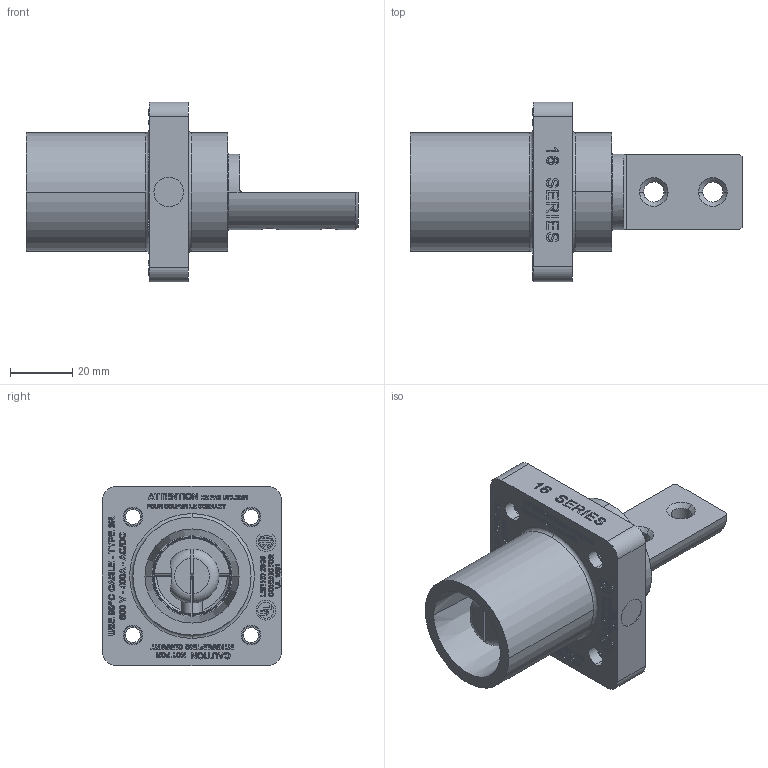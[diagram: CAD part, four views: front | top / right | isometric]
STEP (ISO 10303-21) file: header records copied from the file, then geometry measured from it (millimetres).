
FILE_DESCRIPTION (( 'STEP AP214' ), '1' );
FILE_NAME ('ORC6067-M01.STEP', '2025-02-27T20:02:26', ( '' ), ( '' ), 'SwSTEP 2.0', 'SolidWorks 2024', '' );
FILE_SCHEMA (( 'AUTOMOTIVE_DESIGN' ));
Length unit declared in the file: inch
Products named in the file (1): ORC6067-M01
Bounding box: 107.04 x 57.94 x 57.94 mm (x, y, z)
Surface area: 29794.6 mm2 (no closed solid volume)
Topology: 0 solids, 11 shells, 1296 faces, 5171 edges, 3676 vertices
Faces by surface type: plane 752, bspline 411, cylinder 110, cone 15, torus 8
Entity records: 82592 total; most frequent: CARTESIAN_POINT 44378, ORIENTED_EDGE 7911, DIRECTION 5897, EDGE_CURVE 5171, VERTEX_POINT 3676, LINE 3519, VECTOR 3519, EDGE_LOOP 1540
